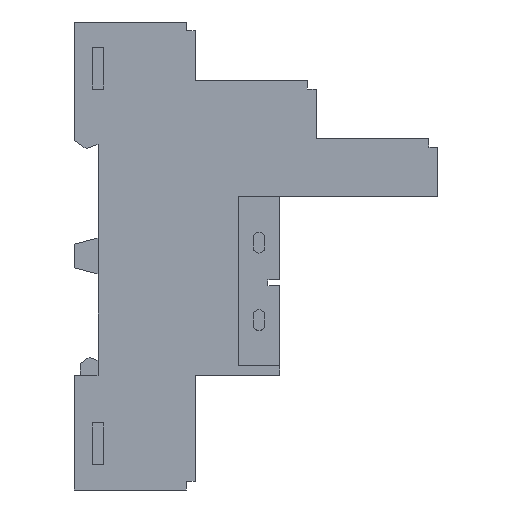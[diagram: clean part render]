
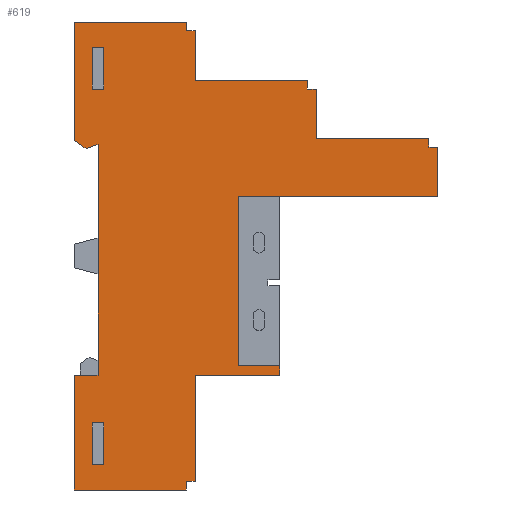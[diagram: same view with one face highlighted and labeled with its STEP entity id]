
A CAD part, left-side view. The second image highlights one B-rep face of the part: STEP entity #619.
In plain terms, the highlighted planar face has unit normal (-1, 0, 0).
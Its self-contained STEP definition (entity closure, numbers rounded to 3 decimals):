
#619=ADVANCED_FACE('FACE194',(#1266,#1267,#1268),#1269,.F.);
#1266=FACE_OUTER_BOUND('',#1923,.T.);
#1267=FACE_BOUND('',#1924,.T.);
#1268=FACE_BOUND('',#1925,.T.);
#1269=PLANE('',#1926);
#1923=EDGE_LOOP('',(#3698,#3699,#3700,#3701,#3702,#3703,#3704,#3705,#3706,#3707,#3708,#3709,#3710,#3711,#3712,#3713,#3714,#3715,#3716,#3717,#3718,#3719,#3720,#3721,#3722,#3723,#3724));
#1924=EDGE_LOOP('',(#3725,#3726,#3727,#3728));
#1925=EDGE_LOOP('',(#3729,#3730,#3731,#3732));
#1926=AXIS2_PLACEMENT_3D('',#3733,#3734,#3735);
#3698=ORIENTED_EDGE('',*,*,#4559,.T.);
#3699=ORIENTED_EDGE('',*,*,#4560,.T.);
#3700=ORIENTED_EDGE('',*,*,#4531,.T.);
#3701=ORIENTED_EDGE('',*,*,#4525,.F.);
#3702=ORIENTED_EDGE('',*,*,#4522,.T.);
#3703=ORIENTED_EDGE('',*,*,#4519,.T.);
#3704=ORIENTED_EDGE('',*,*,#4514,.F.);
#3705=ORIENTED_EDGE('',*,*,#4511,.F.);
#3706=ORIENTED_EDGE('',*,*,#4547,.F.);
#3707=ORIENTED_EDGE('',*,*,#4507,.F.);
#3708=ORIENTED_EDGE('',*,*,#4505,.F.);
#3709=ORIENTED_EDGE('',*,*,#4501,.F.);
#3710=ORIENTED_EDGE('',*,*,#4496,.F.);
#3711=ORIENTED_EDGE('',*,*,#4492,.T.);
#3712=ORIENTED_EDGE('',*,*,#4489,.T.);
#3713=ORIENTED_EDGE('',*,*,#4486,.F.);
#3714=ORIENTED_EDGE('',*,*,#4481,.F.);
#3715=ORIENTED_EDGE('',*,*,#4477,.T.);
#3716=ORIENTED_EDGE('',*,*,#4474,.T.);
#3717=ORIENTED_EDGE('',*,*,#4471,.F.);
#3718=ORIENTED_EDGE('',*,*,#4466,.F.);
#3719=ORIENTED_EDGE('',*,*,#4462,.T.);
#3720=ORIENTED_EDGE('',*,*,#4459,.T.);
#3721=ORIENTED_EDGE('',*,*,#4456,.F.);
#3722=ORIENTED_EDGE('',*,*,#4451,.T.);
#3723=ORIENTED_EDGE('',*,*,#4448,.T.);
#3724=ORIENTED_EDGE('',*,*,#4557,.T.);
#3725=ORIENTED_EDGE('',*,*,#4444,.T.);
#3726=ORIENTED_EDGE('',*,*,#4441,.T.);
#3727=ORIENTED_EDGE('',*,*,#4438,.T.);
#3728=ORIENTED_EDGE('',*,*,#4434,.T.);
#3729=ORIENTED_EDGE('',*,*,#4432,.T.);
#3730=ORIENTED_EDGE('',*,*,#4429,.T.);
#3731=ORIENTED_EDGE('',*,*,#4426,.T.);
#3732=ORIENTED_EDGE('',*,*,#4422,.T.);
#3733=CARTESIAN_POINT('',(-7.75,-10.157,0.0));
#3734=DIRECTION('',(1.0,0.0,0.0));
#3735=DIRECTION('',(0.0,1.0,-0.0));
#4422=EDGE_CURVE('EDGE401',#5431,#5432,#5433,.T.);
#4426=EDGE_CURVE('EDGE404',#5437,#5431,#5438,.T.);
#4429=EDGE_CURVE('EDGE406',#5441,#5437,#5442,.T.);
#4432=EDGE_CURVE('EDGE408',#5432,#5441,#5445,.T.);
#4434=EDGE_CURVE('EDGE409',#5447,#5448,#5449,.T.);
#4438=EDGE_CURVE('EDGE412',#5453,#5447,#5454,.T.);
#4441=EDGE_CURVE('EDGE414',#5457,#5453,#5458,.T.);
#4444=EDGE_CURVE('EDGE416',#5448,#5457,#5461,.T.);
#4448=EDGE_CURVE('EDGE419',#5468,#5466,#5469,.T.);
#4451=EDGE_CURVE('EDGE421',#5472,#5468,#5473,.T.);
#4456=EDGE_CURVE('EDGE425',#5472,#5479,#5480,.T.);
#4459=EDGE_CURVE('EDGE427',#5483,#5479,#5484,.T.);
#4462=EDGE_CURVE('EDGE429',#5487,#5483,#5488,.T.);
#4466=EDGE_CURVE('EDGE432',#5487,#5493,#5494,.T.);
#4471=EDGE_CURVE('EDGE436',#5493,#5500,#5501,.T.);
#4474=EDGE_CURVE('EDGE438',#5504,#5500,#5505,.T.);
#4477=EDGE_CURVE('EDGE440',#5508,#5504,#5509,.T.);
#4481=EDGE_CURVE('EDGE443',#5508,#5514,#5515,.T.);
#4486=EDGE_CURVE('EDGE447',#5514,#5521,#5522,.T.);
#4489=EDGE_CURVE('EDGE449',#5525,#5521,#5526,.T.);
#4492=EDGE_CURVE('EDGE451',#5529,#5525,#5530,.T.);
#4496=EDGE_CURVE('EDGE454',#5529,#5535,#5536,.T.);
#4501=EDGE_CURVE('EDGE458',#5535,#5542,#5543,.T.);
#4505=EDGE_CURVE('EDGE461',#5542,#5546,#5548,.T.);
#4507=EDGE_CURVE('EDGE462',#5546,#5550,#5551,.T.);
#4511=EDGE_CURVE('EDGE465',#5554,#5556,#5557,.T.);
#4514=EDGE_CURVE('EDGE467',#5556,#5560,#5561,.T.);
#4519=EDGE_CURVE('EDGE471',#5567,#5560,#5568,.T.);
#4522=EDGE_CURVE('EDGE473',#5571,#5567,#5572,.T.);
#4525=EDGE_CURVE('EDGE475',#5571,#5575,#5576,.T.);
#4531=EDGE_CURVE('EDGE480',#5581,#5575,#5585,.T.);
#4547=EDGE_CURVE('EDGE492',#5550,#5554,#5611,.T.);
#4557=EDGE_CURVE('EDGE500',#5466,#5624,#5626,.T.);
#4559=EDGE_CURVE('EDGE501',#5624,#5628,#5629,.T.);
#4560=EDGE_CURVE('EDGE502',#5628,#5581,#5630,.T.);
#5431=VERTEX_POINT('VERTEX272',#6851);
#5432=VERTEX_POINT('VERTEX273',#6852);
#5433=LINE('',#6853,#6854);
#5437=VERTEX_POINT('VERTEX274',#6860);
#5438=LINE('',#6861,#6862);
#5441=VERTEX_POINT('VERTEX275',#6866);
#5442=LINE('',#6867,#6868);
#5445=LINE('',#6872,#6873);
#5447=VERTEX_POINT('VERTEX276',#6875);
#5448=VERTEX_POINT('VERTEX277',#6876);
#5449=LINE('',#6877,#6878);
#5453=VERTEX_POINT('VERTEX278',#6884);
#5454=LINE('',#6885,#6886);
#5457=VERTEX_POINT('VERTEX279',#6890);
#5458=LINE('',#6891,#6892);
#5461=LINE('',#6896,#6897);
#5466=VERTEX_POINT('VERTEX282',#6903);
#5468=VERTEX_POINT('VERTEX283',#6906);
#5469=LINE('',#6907,#6908);
#5472=VERTEX_POINT('VERTEX284',#6912);
#5473=LINE('',#6913,#6914);
#5479=VERTEX_POINT('VERTEX286',#6923);
#5480=LINE('',#6924,#6925);
#5483=VERTEX_POINT('VERTEX287',#6929);
#5484=LINE('',#6930,#6931);
#5487=VERTEX_POINT('VERTEX288',#6935);
#5488=LINE('',#6936,#6937);
#5493=VERTEX_POINT('VERTEX290',#6944);
#5494=LINE('',#6945,#6946);
#5500=VERTEX_POINT('VERTEX292',#6955);
#5501=LINE('',#6956,#6957);
#5504=VERTEX_POINT('VERTEX293',#6961);
#5505=LINE('',#6962,#6963);
#5508=VERTEX_POINT('VERTEX294',#6967);
#5509=LINE('',#6968,#6969);
#5514=VERTEX_POINT('VERTEX296',#6976);
#5515=LINE('',#6977,#6978);
#5521=VERTEX_POINT('VERTEX298',#6987);
#5522=LINE('',#6988,#6989);
#5525=VERTEX_POINT('VERTEX299',#6993);
#5526=LINE('',#6994,#6995);
#5529=VERTEX_POINT('VERTEX300',#6999);
#5530=LINE('',#7000,#7001);
#5535=VERTEX_POINT('VERTEX302',#7008);
#5536=LINE('',#7009,#7010);
#5542=VERTEX_POINT('VERTEX304',#7019);
#5543=LINE('',#7020,#7021);
#5546=VERTEX_POINT('VERTEX305',#7025);
#5548=LINE('',#7028,#7029);
#5550=VERTEX_POINT('VERTEX306',#7031);
#5551=LINE('',#7032,#7033);
#5554=VERTEX_POINT('VERTEX307',#7037);
#5556=VERTEX_POINT('VERTEX308',#7040);
#5557=LINE('',#7041,#7042);
#5560=VERTEX_POINT('VERTEX309',#7046);
#5561=LINE('',#7047,#7048);
#5567=VERTEX_POINT('VERTEX311',#7057);
#5568=LINE('',#7058,#7059);
#5571=VERTEX_POINT('VERTEX312',#7063);
#5572=LINE('',#7064,#7065);
#5575=VERTEX_POINT('VERTEX313',#7069);
#5576=LINE('',#7070,#7071);
#5581=VERTEX_POINT('VERTEX315',#7078);
#5585=LINE('',#7084,#7085);
#5611=LINE('',#7122,#7123);
#5624=VERTEX_POINT('VERTEX331',#7140);
#5626=LINE('',#7143,#7144);
#5628=VERTEX_POINT('VERTEX332',#7146);
#5629=LINE('',#7147,#7148);
#5630=LINE('',#7149,#7150);
#6851=CARTESIAN_POINT('',(-7.75,-5.0,-28.0));
#6852=CARTESIAN_POINT('',(-7.75,-5.0,-35.0));
#6853=CARTESIAN_POINT('',(-7.75,-5.0,-15.75));
#6854=VECTOR('',#7756,25.4);
#6860=CARTESIAN_POINT('',(-7.75,-3.0,-28.0));
#6861=CARTESIAN_POINT('',(-7.75,-7.078,-28.0));
#6862=VECTOR('',#7759,25.4);
#6866=CARTESIAN_POINT('',(-7.75,-3.0,-35.0));
#6867=CARTESIAN_POINT('',(-7.75,-3.0,-15.75));
#6868=VECTOR('',#7761,25.4);
#6872=CARTESIAN_POINT('',(-7.75,-7.078,-35.0));
#6873=VECTOR('',#7763,25.4);
#6875=CARTESIAN_POINT('',(-7.75,-5.0,35.0));
#6876=CARTESIAN_POINT('',(-7.75,-5.0,28.0));
#6877=CARTESIAN_POINT('',(-7.75,-5.0,15.75));
#6878=VECTOR('',#7764,25.4);
#6884=CARTESIAN_POINT('',(-7.75,-3.0,35.0));
#6885=CARTESIAN_POINT('',(-7.75,-7.078,35.0));
#6886=VECTOR('',#7767,25.4);
#6890=CARTESIAN_POINT('',(-7.75,-3.0,28.0));
#6891=CARTESIAN_POINT('',(-7.75,-3.0,15.75));
#6892=VECTOR('',#7769,25.4);
#6896=CARTESIAN_POINT('',(-7.75,-7.078,28.0));
#6897=VECTOR('',#7771,25.4);
#6903=CARTESIAN_POINT('',(-7.75,-2.0,18.0));
#6906=CARTESIAN_POINT('',(-7.75,0.0,19.4));
#6907=CARTESIAN_POINT('',(-7.75,0.0,19.4));
#6908=VECTOR('',#7774,1.0);
#6912=CARTESIAN_POINT('',(-7.75,0.0,39.25));
#6913=CARTESIAN_POINT('',(-7.75,0.0,0.0));
#6914=VECTOR('',#7776,1.0);
#6923=CARTESIAN_POINT('',(-7.75,-18.813,39.25));
#6924=CARTESIAN_POINT('',(-7.75,-10.157,39.25));
#6925=VECTOR('',#7780,1.0);
#6929=CARTESIAN_POINT('',(-7.75,-18.813,37.75));
#6930=CARTESIAN_POINT('',(-7.75,-18.813,19.25));
#6931=VECTOR('',#7782,25.4);
#6935=CARTESIAN_POINT('',(-7.75,-20.313,37.75));
#6936=CARTESIAN_POINT('',(-7.75,-14.86,37.75));
#6937=VECTOR('',#7784,25.4);
#6944=CARTESIAN_POINT('',(-7.75,-20.313,29.5));
#6945=CARTESIAN_POINT('',(-7.75,-20.313,0.0));
#6946=VECTOR('',#7787,1.0);
#6955=CARTESIAN_POINT('',(-7.75,-39.126,29.5));
#6956=CARTESIAN_POINT('',(-7.75,-20.313,29.5));
#6957=VECTOR('',#7791,1.0);
#6961=CARTESIAN_POINT('',(-7.75,-39.126,28.0));
#6962=CARTESIAN_POINT('',(-7.75,-39.126,14.375));
#6963=VECTOR('',#7793,25.4);
#6967=CARTESIAN_POINT('',(-7.75,-40.626,28.0));
#6968=CARTESIAN_POINT('',(-7.75,-25.016,28.0));
#6969=VECTOR('',#7795,25.4);
#6976=CARTESIAN_POINT('',(-7.75,-40.626,19.75));
#6977=CARTESIAN_POINT('',(-7.75,-40.626,19.75));
#6978=VECTOR('',#7798,1.0);
#6987=CARTESIAN_POINT('',(-7.75,-59.5,19.75));
#6988=CARTESIAN_POINT('',(-7.75,-30.5,19.75));
#6989=VECTOR('',#7802,1.0);
#6993=CARTESIAN_POINT('',(-7.75,-59.5,18.25));
#6994=CARTESIAN_POINT('',(-7.75,-59.5,9.5));
#6995=VECTOR('',#7804,25.4);
#6999=CARTESIAN_POINT('',(-7.75,-61.0,18.25));
#7000=CARTESIAN_POINT('',(-7.75,-35.203,18.25));
#7001=VECTOR('',#7806,25.4);
#7008=CARTESIAN_POINT('',(-7.75,-61.0,10.0));
#7009=CARTESIAN_POINT('',(-7.75,-61.0,14.875));
#7010=VECTOR('',#7809,1.0);
#7019=CARTESIAN_POINT('',(-7.75,-27.5,10.0));
#7020=CARTESIAN_POINT('',(-7.75,-20.313,10.0));
#7021=VECTOR('',#7813,1.0);
#7025=CARTESIAN_POINT('',(-7.75,-27.5,-18.43));
#7028=CARTESIAN_POINT('',(-7.75,-27.5,-5.0));
#7029=VECTOR('',#7816,1.0);
#7031=CARTESIAN_POINT('',(-7.75,-34.5,-18.43));
#7032=CARTESIAN_POINT('',(-7.75,-17.25,-18.43));
#7033=VECTOR('',#7817,1.0);
#7037=CARTESIAN_POINT('',(-7.75,-34.5,-20.0));
#7040=CARTESIAN_POINT('',(-7.75,-20.313,-20.0));
#7041=CARTESIAN_POINT('',(-7.75,-13.75,-20.0));
#7042=VECTOR('',#7820,1.0);
#7046=CARTESIAN_POINT('',(-7.75,-20.313,-37.75));
#7047=CARTESIAN_POINT('',(-7.75,-20.313,0.0));
#7048=VECTOR('',#7822,1.0);
#7057=CARTESIAN_POINT('',(-7.75,-18.813,-37.75));
#7058=CARTESIAN_POINT('',(-7.75,-14.86,-37.75));
#7059=VECTOR('',#7826,25.4);
#7063=CARTESIAN_POINT('',(-7.75,-18.813,-39.25));
#7064=CARTESIAN_POINT('',(-7.75,-18.813,-19.25));
#7065=VECTOR('',#7828,25.4);
#7069=CARTESIAN_POINT('',(-7.75,0.0,-39.25));
#7070=CARTESIAN_POINT('',(-7.75,-10.157,-39.25));
#7071=VECTOR('',#7830,1.0);
#7078=CARTESIAN_POINT('',(-7.75,0.0,-20.0));
#7084=CARTESIAN_POINT('',(-7.75,0.0,0.0));
#7085=VECTOR('',#7835,1.0);
#7122=CARTESIAN_POINT('',(-7.75,-34.5,-19.215));
#7123=VECTOR('',#7847,1.0);
#7140=CARTESIAN_POINT('',(-7.75,-4.0,18.728));
#7143=CARTESIAN_POINT('',(-7.75,-2.0,18.0));
#7144=VECTOR('',#7859,1.0);
#7146=CARTESIAN_POINT('',(-7.75,-4.0,-20.0));
#7147=CARTESIAN_POINT('',(-7.75,-4.0,0.0));
#7148=VECTOR('',#7860,25.4);
#7149=CARTESIAN_POINT('',(-7.75,-6.078,-20.0));
#7150=VECTOR('',#7861,25.4);
#7756=DIRECTION('',(0.0,0.0,-1.0));
#7759=DIRECTION('',(0.0,-1.0,0.0));
#7761=DIRECTION('',(0.0,0.0,1.0));
#7763=DIRECTION('',(0.0,1.0,0.0));
#7764=DIRECTION('',(0.0,0.0,-1.0));
#7767=DIRECTION('',(0.0,-1.0,0.0));
#7769=DIRECTION('',(0.0,0.0,1.0));
#7771=DIRECTION('',(0.0,1.0,0.0));
#7774=DIRECTION('',(0.0,-0.819,-0.574));
#7776=DIRECTION('',(0.0,0.0,-1.0));
#7780=DIRECTION('',(0.0,-1.0,0.0));
#7782=DIRECTION('',(0.0,0.0,1.0));
#7784=DIRECTION('',(0.0,1.0,0.0));
#7787=DIRECTION('',(0.0,0.0,-1.0));
#7791=DIRECTION('',(0.0,-1.0,0.0));
#7793=DIRECTION('',(0.0,0.0,1.0));
#7795=DIRECTION('',(0.0,1.0,0.0));
#7798=DIRECTION('',(0.0,0.0,-1.0));
#7802=DIRECTION('',(0.0,-1.0,0.0));
#7804=DIRECTION('',(0.0,0.0,1.0));
#7806=DIRECTION('',(0.0,1.0,0.0));
#7809=DIRECTION('',(0.0,0.0,-1.0));
#7813=DIRECTION('',(0.0,1.0,0.0));
#7816=DIRECTION('',(0.0,0.0,-1.0));
#7817=DIRECTION('',(0.0,-1.0,0.0));
#7820=DIRECTION('',(0.0,1.0,0.0));
#7822=DIRECTION('',(0.0,0.0,-1.0));
#7826=DIRECTION('',(0.0,-1.0,0.0));
#7828=DIRECTION('',(0.0,0.0,1.0));
#7830=DIRECTION('',(0.0,1.0,0.0));
#7835=DIRECTION('',(0.0,0.0,-1.0));
#7847=DIRECTION('',(0.0,0.0,-1.0));
#7859=DIRECTION('',(0.0,-0.94,0.342));
#7860=DIRECTION('',(0.0,0.0,-1.0));
#7861=DIRECTION('',(0.0,1.0,0.0));
